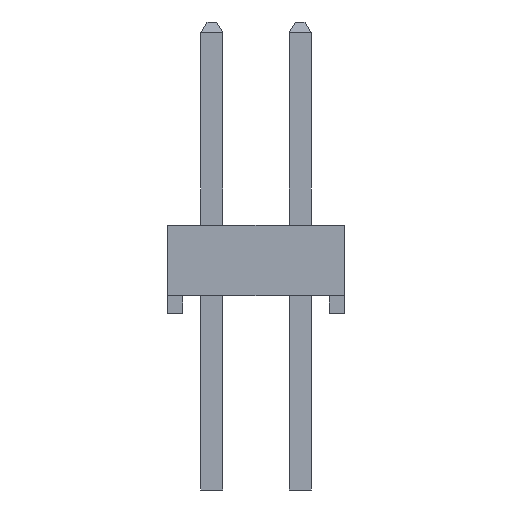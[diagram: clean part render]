
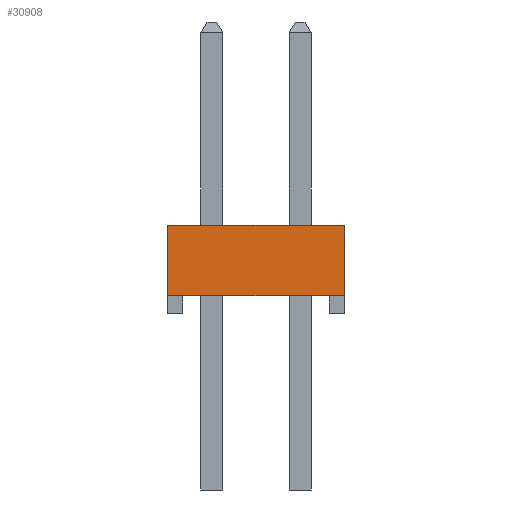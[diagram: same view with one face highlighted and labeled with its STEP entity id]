
A CAD part, left-side view. The second image highlights one B-rep face of the part: STEP entity #30908.
In plain terms, the highlighted planar face has unit normal (-1, 0, 0).
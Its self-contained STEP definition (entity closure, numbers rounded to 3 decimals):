
#472=FACE_OUTER_BOUND('',#2448,.T.);
#2448=EDGE_LOOP('',(#20297,#20298,#20299,#20300));
#4437=LINE('',#43420,#8777);
#4449=LINE('',#43445,#8789);
#4450=LINE('',#43446,#8790);
#4451=LINE('',#43447,#8791);
#8777=VECTOR('',#35120,5.08);
#8789=VECTOR('',#35134,5.08);
#8790=VECTOR('',#35135,2.032);
#8791=VECTOR('',#35136,2.032);
#13109=VERTEX_POINT('',#43417);
#13110=VERTEX_POINT('',#43419);
#13121=VERTEX_POINT('',#43443);
#13122=VERTEX_POINT('',#43444);
#15925=EDGE_CURVE('',#13109,#13110,#4437,.T.);
#15937=EDGE_CURVE('',#13121,#13122,#4449,.T.);
#15938=EDGE_CURVE('',#13110,#13122,#4450,.T.);
#15939=EDGE_CURVE('',#13121,#13109,#4451,.T.);
#20297=ORIENTED_EDGE('',*,*,#15937,.T.);
#20298=ORIENTED_EDGE('',*,*,#15938,.F.);
#20299=ORIENTED_EDGE('',*,*,#15925,.F.);
#20300=ORIENTED_EDGE('',*,*,#15939,.F.);
#28932=PLANE('',#33107);
#30908=ADVANCED_FACE('',(#472),#28932,.F.);
#33107=AXIS2_PLACEMENT_3D('',#43442,#35132,#35133);
#35120=DIRECTION('',(0.,1.,0.));
#35132=DIRECTION('center_axis',(1.,0.,0.));
#35133=DIRECTION('ref_axis',(0.,1.,0.));
#35134=DIRECTION('',(0.,1.,0.));
#35135=DIRECTION('',(0.,0.,1.));
#35136=DIRECTION('',(0.,0.,-1.));
#43417=CARTESIAN_POINT('',(-40.64,-2.54,0.508));
#43419=CARTESIAN_POINT('',(-40.64,2.54,0.508));
#43420=CARTESIAN_POINT('',(-40.64,0.,0.508));
#43442=CARTESIAN_POINT('Origin',(-40.64,0.,1.524));
#43443=CARTESIAN_POINT('',(-40.64,-2.54,2.54));
#43444=CARTESIAN_POINT('',(-40.64,2.54,2.54));
#43445=CARTESIAN_POINT('',(-40.64,0.,2.54));
#43446=CARTESIAN_POINT('',(-40.64,2.54,1.524));
#43447=CARTESIAN_POINT('',(-40.64,-2.54,1.524));
